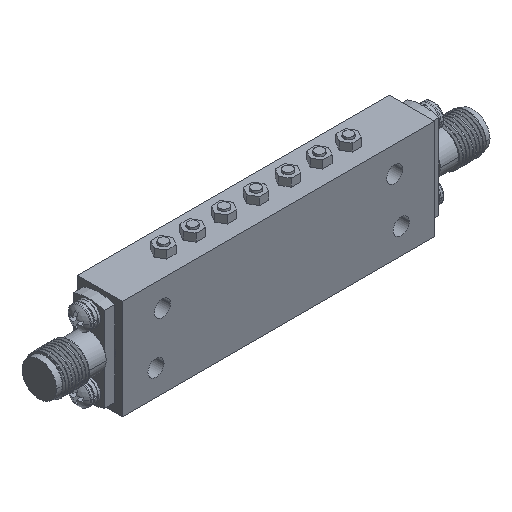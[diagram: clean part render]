
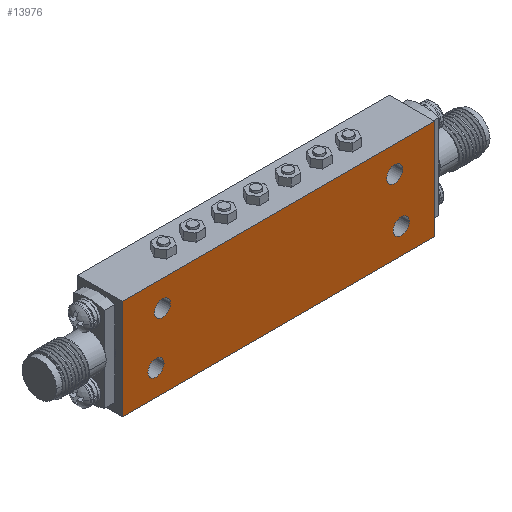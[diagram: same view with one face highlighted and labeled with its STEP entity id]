
A CAD part, isometric view. The second image highlights one B-rep face of the part: STEP entity #13976.
In plain terms, the highlighted planar face has unit normal (0, -1, 0).
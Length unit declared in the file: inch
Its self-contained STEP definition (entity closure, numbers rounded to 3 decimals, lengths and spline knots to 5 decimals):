
#140 = DIRECTION ( 'NONE',  ( 0., 0., 1. ) ) ;
#391 = CARTESIAN_POINT ( 'NONE',  ( -0.65945, -0.1378, 0.14764 ) ) ;
#527 = CARTESIAN_POINT ( 'NONE',  ( -0.70866, -0.1378, 0.14764 ) ) ;
#850 = DIRECTION ( 'NONE',  ( 0., -1., 0. ) ) ;
#1043 = DIRECTION ( 'NONE',  ( -1., 0., 0. ) ) ;
#1444 = LINE ( 'NONE', #35041, #3984 ) ;
#1502 = DIRECTION ( 'NONE',  ( 0., -1., 0. ) ) ;
#1886 = VERTEX_POINT ( 'NONE', #8375 ) ;
#2128 = VERTEX_POINT ( 'NONE', #18759 ) ;
#2171 = CARTESIAN_POINT ( 'NONE',  ( 0.8878, -0.1378, -0.11811 ) ) ;
#2335 = DIRECTION ( 'NONE',  ( 0., 0., -1. ) ) ;
#2367 = CIRCLE ( 'NONE', #15493, 0.04921 ) ;
#2568 = DIRECTION ( 'NONE',  ( -1., 0., 0. ) ) ;
#2716 = EDGE_CURVE ( 'NONE', #6836, #1886, #32793, .T. ) ;
#2719 = CIRCLE ( 'NONE', #10702, 0.04921 ) ;
#2820 = VERTEX_POINT ( 'NONE', #391 ) ;
#3545 = ORIENTED_EDGE ( 'NONE', *, *, #23467, .F. ) ;
#3932 = CARTESIAN_POINT ( 'NONE',  ( -0.95276, -0.1378, -0.30512 ) ) ;
#3984 = VECTOR ( 'NONE', #34878, 39.37008 ) ;
#4049 = ORIENTED_EDGE ( 'NONE', *, *, #8882, .F. ) ;
#4126 = DIRECTION ( 'NONE',  ( 1., 0., 0. ) ) ;
#4249 = EDGE_LOOP ( 'NONE', ( #9591, #19139 ) ) ;
#4338 = DIRECTION ( 'NONE',  ( 0., -1., 0. ) ) ;
#4453 = ORIENTED_EDGE ( 'NONE', *, *, #28901, .T. ) ;
#4641 = VECTOR ( 'NONE', #4126, 39.37008 ) ;
#4683 = DIRECTION ( 'NONE',  ( -1., 0., 0. ) ) ;
#4855 = LINE ( 'NONE', #18271, #30766 ) ;
#5165 = VERTEX_POINT ( 'NONE', #30355 ) ;
#5412 = CARTESIAN_POINT ( 'NONE',  ( -0.70866, -0.1378, 0.14764 ) ) ;
#6176 = VERTEX_POINT ( 'NONE', #23351 ) ;
#6674 = CARTESIAN_POINT ( 'NONE',  ( 0.74803, -0.1378, -0.14764 ) ) ;
#6774 = AXIS2_PLACEMENT_3D ( 'NONE', #22097, #850, #1043 ) ;
#6823 = DIRECTION ( 'NONE',  ( 1., 0., 0. ) ) ;
#6836 = VERTEX_POINT ( 'NONE', #27940 ) ;
#7007 = CARTESIAN_POINT ( 'NONE',  ( 0.74803, -0.1378, -0.14764 ) ) ;
#7038 = VERTEX_POINT ( 'NONE', #26003 ) ;
#7389 = EDGE_CURVE ( 'NONE', #33168, #22212, #10508, .T. ) ;
#8182 = LINE ( 'NONE', #19278, #28137 ) ;
#8375 = CARTESIAN_POINT ( 'NONE',  ( 0.69882, -0.1378, -0.14764 ) ) ;
#8722 = ORIENTED_EDGE ( 'NONE', *, *, #7389, .F. ) ;
#8882 = EDGE_CURVE ( 'NONE', #13837, #2820, #29617, .T. ) ;
#9196 = VERTEX_POINT ( 'NONE', #31373 ) ;
#9591 = ORIENTED_EDGE ( 'NONE', *, *, #2716, .F. ) ;
#9603 = AXIS2_PLACEMENT_3D ( 'NONE', #5412, #16876, #11264 ) ;
#10019 = FACE_BOUND ( 'NONE', #17797, .T. ) ;
#10194 = PLANE ( 'NONE',  #13765 ) ;
#10374 = DIRECTION ( 'NONE',  ( 0., -1., 0. ) ) ;
#10508 = CIRCLE ( 'NONE', #35178, 0.04921 ) ;
#10657 = AXIS2_PLACEMENT_3D ( 'NONE', #527, #16676, #19474 ) ;
#10702 = AXIS2_PLACEMENT_3D ( 'NONE', #34939, #34758, #19005 ) ;
#11264 = DIRECTION ( 'NONE',  ( 1., 0., 0. ) ) ;
#11311 = DIRECTION ( 'NONE',  ( -1., 0., 0. ) ) ;
#12049 = EDGE_LOOP ( 'NONE', ( #4049, #3545 ) ) ;
#12182 = ORIENTED_EDGE ( 'NONE', *, *, #20520, .T. ) ;
#13330 = VERTEX_POINT ( 'NONE', #28042 ) ;
#13677 = CIRCLE ( 'NONE', #6774, 0.04921 ) ;
#13765 = AXIS2_PLACEMENT_3D ( 'NONE', #2171, #10374, #2335 ) ;
#13819 = EDGE_CURVE ( 'NONE', #1886, #6836, #2367, .T. ) ;
#13837 = VERTEX_POINT ( 'NONE', #32750 ) ;
#13976 = ADVANCED_FACE ( 'NONE', ( #29111, #10019, #20946, #15285, #34908 ), #10194, .T. ) ;
#15285 = FACE_BOUND ( 'NONE', #26868, .T. ) ;
#15493 = AXIS2_PLACEMENT_3D ( 'NONE', #7007, #4338, #23629 ) ;
#15947 = CIRCLE ( 'NONE', #9603, 0.04921 ) ;
#16120 = EDGE_CURVE ( 'NONE', #9196, #6176, #8182, .T. ) ;
#16333 = CARTESIAN_POINT ( 'NONE',  ( 0.65945, -0.1378, 0.14764 ) ) ;
#16544 = CARTESIAN_POINT ( 'NONE',  ( 0.70866, -0.1378, 0.14764 ) ) ;
#16676 = DIRECTION ( 'NONE',  ( 0., -1., 0. ) ) ;
#16876 = DIRECTION ( 'NONE',  ( 0., -1., 0. ) ) ;
#17667 = ORIENTED_EDGE ( 'NONE', *, *, #16120, .T. ) ;
#17797 = EDGE_LOOP ( 'NONE', ( #22403, #32819 ) ) ;
#18271 = CARTESIAN_POINT ( 'NONE',  ( 0.95276, -0.1378, 0.30512 ) ) ;
#18759 = CARTESIAN_POINT ( 'NONE',  ( -0.69882, -0.1378, -0.14764 ) ) ;
#19005 = DIRECTION ( 'NONE',  ( -1., 0., 0. ) ) ;
#19139 = ORIENTED_EDGE ( 'NONE', *, *, #13819, .F. ) ;
#19182 = DIRECTION ( 'NONE',  ( 0., -1., 0. ) ) ;
#19278 = CARTESIAN_POINT ( 'NONE',  ( 0.95276, -0.1378, -0.08979 ) ) ;
#19474 = DIRECTION ( 'NONE',  ( -1., 0., 0. ) ) ;
#20520 = EDGE_CURVE ( 'NONE', #6176, #5165, #4855, .T. ) ;
#20660 = EDGE_CURVE ( 'NONE', #22212, #33168, #21423, .T. ) ;
#20946 = FACE_BOUND ( 'NONE', #4249, .T. ) ;
#21423 = CIRCLE ( 'NONE', #24287, 0.04921 ) ;
#22097 = CARTESIAN_POINT ( 'NONE',  ( -0.74803, -0.1378, -0.14764 ) ) ;
#22212 = VERTEX_POINT ( 'NONE', #32817 ) ;
#22403 = ORIENTED_EDGE ( 'NONE', *, *, #30954, .F. ) ;
#23092 = CARTESIAN_POINT ( 'NONE',  ( 0.70866, -0.1378, 0.14764 ) ) ;
#23351 = CARTESIAN_POINT ( 'NONE',  ( 0.95276, -0.1378, 0.30512 ) ) ;
#23467 = EDGE_CURVE ( 'NONE', #2820, #13837, #15947, .T. ) ;
#23629 = DIRECTION ( 'NONE',  ( -1., 0., 0. ) ) ;
#24287 = AXIS2_PLACEMENT_3D ( 'NONE', #23092, #1502, #6823 ) ;
#25812 = EDGE_CURVE ( 'NONE', #7038, #2128, #2719, .T. ) ;
#26003 = CARTESIAN_POINT ( 'NONE',  ( -0.79724, -0.1378, -0.14764 ) ) ;
#26868 = EDGE_LOOP ( 'NONE', ( #8722, #29232 ) ) ;
#27840 = DIRECTION ( 'NONE',  ( 0., -1., 0. ) ) ;
#27940 = CARTESIAN_POINT ( 'NONE',  ( 0.79724, -0.1378, -0.14764 ) ) ;
#28042 = CARTESIAN_POINT ( 'NONE',  ( -0.95276, -0.1378, -0.30512 ) ) ;
#28137 = VECTOR ( 'NONE', #140, 39.37008 ) ;
#28163 = AXIS2_PLACEMENT_3D ( 'NONE', #6674, #27840, #11311 ) ;
#28901 = EDGE_CURVE ( 'NONE', #5165, #13330, #1444, .T. ) ;
#29111 = FACE_OUTER_BOUND ( 'NONE', #34447, .T. ) ;
#29232 = ORIENTED_EDGE ( 'NONE', *, *, #20660, .F. ) ;
#29617 = CIRCLE ( 'NONE', #10657, 0.04921 ) ;
#30355 = CARTESIAN_POINT ( 'NONE',  ( -0.95276, -0.1378, 0.30512 ) ) ;
#30766 = VECTOR ( 'NONE', #4683, 39.37008 ) ;
#30954 = EDGE_CURVE ( 'NONE', #2128, #7038, #13677, .T. ) ;
#31072 = LINE ( 'NONE', #3932, #4641 ) ;
#31373 = CARTESIAN_POINT ( 'NONE',  ( 0.95276, -0.1378, -0.30512 ) ) ;
#32140 = EDGE_CURVE ( 'NONE', #13330, #9196, #31072, .T. ) ;
#32569 = ORIENTED_EDGE ( 'NONE', *, *, #32140, .T. ) ;
#32750 = CARTESIAN_POINT ( 'NONE',  ( -0.75787, -0.1378, 0.14764 ) ) ;
#32793 = CIRCLE ( 'NONE', #28163, 0.04921 ) ;
#32817 = CARTESIAN_POINT ( 'NONE',  ( 0.75787, -0.1378, 0.14764 ) ) ;
#32819 = ORIENTED_EDGE ( 'NONE', *, *, #25812, .F. ) ;
#33168 = VERTEX_POINT ( 'NONE', #16333 ) ;
#34447 = EDGE_LOOP ( 'NONE', ( #4453, #32569, #17667, #12182 ) ) ;
#34758 = DIRECTION ( 'NONE',  ( 0., -1., 0. ) ) ;
#34878 = DIRECTION ( 'NONE',  ( 0., 0., -1. ) ) ;
#34908 = FACE_BOUND ( 'NONE', #12049, .T. ) ;
#34939 = CARTESIAN_POINT ( 'NONE',  ( -0.74803, -0.1378, -0.14764 ) ) ;
#35041 = CARTESIAN_POINT ( 'NONE',  ( -0.95276, -0.1378, 0.30512 ) ) ;
#35178 = AXIS2_PLACEMENT_3D ( 'NONE', #16544, #19182, #2568 ) ;
